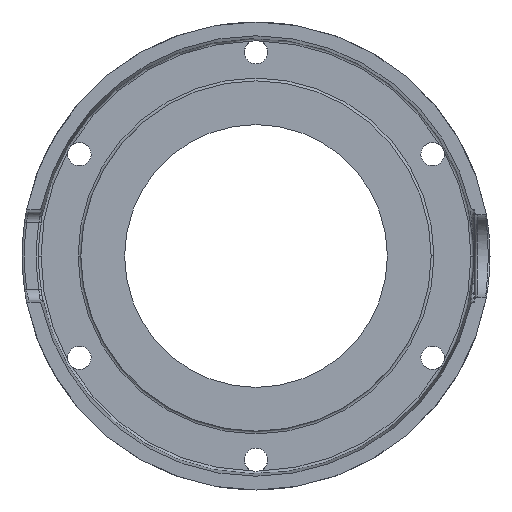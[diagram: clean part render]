
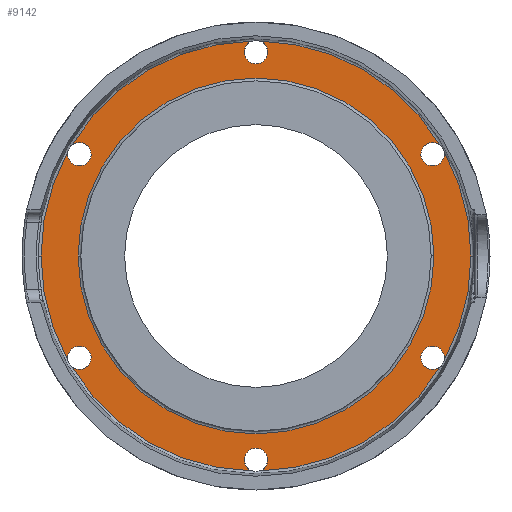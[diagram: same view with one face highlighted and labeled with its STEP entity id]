
A CAD part, left-side view. The second image highlights one B-rep face of the part: STEP entity #9142.
In plain terms, the highlighted planar face has unit normal (-1, 0, 0).
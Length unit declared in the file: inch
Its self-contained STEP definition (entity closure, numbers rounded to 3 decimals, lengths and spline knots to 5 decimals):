
#224=CARTESIAN_POINT('',(1.25,0.,0.));
#225=DIRECTION('',(1.,0.,0.));
#226=DIRECTION('',(0.,-1.,0.));
#227=AXIS2_PLACEMENT_3D('',#224,#225,#226);
#239=CARTESIAN_POINT('',(1.25,0.,0.));
#240=DIRECTION('',(1.,0.,0.));
#241=DIRECTION('',(0.,1.,0.));
#242=AXIS2_PLACEMENT_3D('',#239,#240,#241);
#244=CARTESIAN_POINT('',(1.25,4.03221,-2.328));
#245=DIRECTION('',(-1.,0.,0.));
#246=DIRECTION('',(0.,-1.,0.));
#247=AXIS2_PLACEMENT_3D('',#244,#245,#246);
#249=CARTESIAN_POINT('',(1.25,4.03221,-2.328));
#250=DIRECTION('',(-1.,0.,0.));
#251=DIRECTION('',(0.,1.,0.));
#252=AXIS2_PLACEMENT_3D('',#249,#250,#251);
#254=CARTESIAN_POINT('',(1.25,4.03221,2.328));
#255=DIRECTION('',(-1.,0.,0.));
#256=DIRECTION('',(0.,0.982,0.191));
#257=AXIS2_PLACEMENT_3D('',#254,#255,#256);
#259=CARTESIAN_POINT('',(1.25,4.03221,2.328));
#260=DIRECTION('',(-1.,0.,0.));
#261=DIRECTION('',(0.,1.,0.));
#262=AXIS2_PLACEMENT_3D('',#259,#260,#261);
#264=CARTESIAN_POINT('',(1.25,4.03221,2.328));
#265=DIRECTION('',(-1.,0.,0.));
#266=DIRECTION('',(0.,-1.,0.));
#267=AXIS2_PLACEMENT_3D('',#264,#265,#266);
#269=CARTESIAN_POINT('',(1.25,0.,4.656));
#270=DIRECTION('',(-1.,0.,0.));
#271=DIRECTION('',(0.,0.326,0.945));
#272=AXIS2_PLACEMENT_3D('',#269,#270,#271);
#274=CARTESIAN_POINT('',(1.25,0.,4.656));
#275=DIRECTION('',(-1.,0.,0.));
#276=DIRECTION('',(0.,1.,0.));
#277=AXIS2_PLACEMENT_3D('',#274,#275,#276);
#279=CARTESIAN_POINT('',(1.25,0.,4.656));
#280=DIRECTION('',(-1.,0.,0.));
#281=DIRECTION('',(0.,-1.,0.));
#282=AXIS2_PLACEMENT_3D('',#279,#280,#281);
#284=CARTESIAN_POINT('',(1.25,-4.03221,2.328));
#285=DIRECTION('',(-1.,0.,0.));
#286=DIRECTION('',(0.,-0.656,0.755));
#287=AXIS2_PLACEMENT_3D('',#284,#285,#286);
#289=CARTESIAN_POINT('',(1.25,-4.03221,2.328));
#290=DIRECTION('',(-1.,0.,0.));
#291=DIRECTION('',(0.,1.,0.));
#292=AXIS2_PLACEMENT_3D('',#289,#290,#291);
#294=CARTESIAN_POINT('',(1.25,-4.03221,2.328));
#295=DIRECTION('',(-1.,0.,0.));
#296=DIRECTION('',(0.,-1.,0.));
#297=AXIS2_PLACEMENT_3D('',#294,#295,#296);
#299=CARTESIAN_POINT('',(1.25,-4.03221,-2.328));
#300=DIRECTION('',(-1.,0.,0.));
#301=DIRECTION('',(0.,-0.982,-0.191));
#302=AXIS2_PLACEMENT_3D('',#299,#300,#301);
#304=CARTESIAN_POINT('',(1.25,-4.03221,-2.328));
#305=DIRECTION('',(-1.,0.,0.));
#306=DIRECTION('',(0.,-1.,0.));
#307=AXIS2_PLACEMENT_3D('',#304,#305,#306);
#309=CARTESIAN_POINT('',(1.25,-4.03221,-2.328));
#310=DIRECTION('',(-1.,0.,0.));
#311=DIRECTION('',(0.,1.,0.));
#312=AXIS2_PLACEMENT_3D('',#309,#310,#311);
#314=CARTESIAN_POINT('',(1.25,0.,-4.656));
#315=DIRECTION('',(-1.,0.,0.));
#316=DIRECTION('',(0.,-0.326,-0.945));
#317=AXIS2_PLACEMENT_3D('',#314,#315,#316);
#319=CARTESIAN_POINT('',(1.25,0.,-4.656));
#320=DIRECTION('',(-1.,0.,0.));
#321=DIRECTION('',(0.,-1.,0.));
#322=AXIS2_PLACEMENT_3D('',#319,#320,#321);
#324=CARTESIAN_POINT('',(1.25,0.,-4.656));
#325=DIRECTION('',(-1.,0.,0.));
#326=DIRECTION('',(0.,1.,0.));
#327=AXIS2_PLACEMENT_3D('',#324,#325,#326);
#329=CARTESIAN_POINT('',(1.25,4.03221,-2.328));
#330=DIRECTION('',(-1.,0.,0.));
#331=DIRECTION('',(0.,0.656,-0.755));
#332=AXIS2_PLACEMENT_3D('',#329,#330,#331);
#4874=CARTESIAN_POINT('',(1.25,0.,0.));
#4875=DIRECTION('',(1.,0.,0.));
#4876=DIRECTION('',(0.,0.018,-1.));
#4877=AXIS2_PLACEMENT_3D('',#4874,#4875,#4876);
#4888=CARTESIAN_POINT('',(1.25,0.,0.));
#4889=DIRECTION('',(1.,0.,0.));
#4890=DIRECTION('',(0.,-0.857,-0.515));
#4891=AXIS2_PLACEMENT_3D('',#4888,#4889,#4890);
#4903=CARTESIAN_POINT('',(1.25,0.,0.));
#4904=DIRECTION('',(1.,0.,0.));
#4905=DIRECTION('',(0.,-1.,0.));
#4906=AXIS2_PLACEMENT_3D('',#4903,#4904,#4905);
#4918=CARTESIAN_POINT('',(1.25,0.,0.));
#4919=DIRECTION('',(1.,0.,0.));
#4920=DIRECTION('',(0.,0.875,-0.485));
#4921=AXIS2_PLACEMENT_3D('',#4918,#4919,#4920);
#4948=CARTESIAN_POINT('',(1.25,0.,0.));
#4949=DIRECTION('',(1.,0.,0.));
#4950=DIRECTION('',(0.,-0.018,1.));
#4951=AXIS2_PLACEMENT_3D('',#4948,#4949,#4950);
#4962=CARTESIAN_POINT('',(1.25,0.,0.));
#4963=DIRECTION('',(1.,0.,0.));
#4964=DIRECTION('',(0.,0.857,0.515));
#4965=AXIS2_PLACEMENT_3D('',#4962,#4963,#4964);
#4977=CARTESIAN_POINT('',(1.25,0.,0.));
#4978=DIRECTION('',(1.,0.,0.));
#4979=DIRECTION('',(0.,1.,0.));
#4980=AXIS2_PLACEMENT_3D('',#4977,#4978,#4979);
#4992=CARTESIAN_POINT('',(1.25,0.,0.));
#4993=DIRECTION('',(1.,0.,0.));
#4994=DIRECTION('',(0.,-0.875,0.485));
#4995=AXIS2_PLACEMENT_3D('',#4992,#4993,#4994);
#8466=CARTESIAN_POINT('',(1.25,4.0625,0.));
#8467=CARTESIAN_POINT('',(1.25,-4.0625,0.));
#8468=VERTEX_POINT('',#8466);
#8469=VERTEX_POINT('',#8467);
#8489=CARTESIAN_POINT('',(1.25,4.90944,0.));
#8490=VERTEX_POINT('',#8489);
#8520=CARTESIAN_POINT('',(1.25,-4.90944,0.));
#8521=VERTEX_POINT('',#8520);
#8586=CARTESIAN_POINT('',(1.25,3.76496,2.328));
#8587=CARTESIAN_POINT('',(1.25,4.20749,2.52974));
#8588=VERTEX_POINT('',#8586);
#8589=VERTEX_POINT('',#8587);
#8590=CARTESIAN_POINT('',(1.25,4.29457,2.37893));
#8591=CARTESIAN_POINT('',(1.25,4.29946,2.328));
#8592=VERTEX_POINT('',#8590);
#8593=VERTEX_POINT('',#8591);
#8598=CARTESIAN_POINT('',(1.25,-0.26725,4.656));
#8599=CARTESIAN_POINT('',(1.25,-0.08707,4.90867));
#8600=VERTEX_POINT('',#8598);
#8601=VERTEX_POINT('',#8599);
#8602=CARTESIAN_POINT('',(1.25,0.08707,4.90867));
#8603=CARTESIAN_POINT('',(1.25,0.26725,4.656));
#8604=VERTEX_POINT('',#8602);
#8605=VERTEX_POINT('',#8603);
#8610=CARTESIAN_POINT('',(1.25,-4.29946,2.328));
#8611=CARTESIAN_POINT('',(1.25,-4.29457,2.37893));
#8612=VERTEX_POINT('',#8610);
#8613=VERTEX_POINT('',#8611);
#8614=CARTESIAN_POINT('',(1.25,-4.20749,2.52974));
#8615=CARTESIAN_POINT('',(1.25,-3.76496,2.328));
#8616=VERTEX_POINT('',#8614);
#8617=VERTEX_POINT('',#8615);
#8622=CARTESIAN_POINT('',(1.25,-4.29946,-2.328));
#8623=CARTESIAN_POINT('',(1.25,-3.76496,-2.328));
#8624=VERTEX_POINT('',#8622);
#8625=VERTEX_POINT('',#8623);
#8626=CARTESIAN_POINT('',(1.25,-4.20749,-2.52974));
#8627=VERTEX_POINT('',#8626);
#8628=CARTESIAN_POINT('',(1.25,-4.29457,-2.37893));
#8629=VERTEX_POINT('',#8628);
#8634=CARTESIAN_POINT('',(1.25,-0.26725,-4.656));
#8635=CARTESIAN_POINT('',(1.25,0.26725,-4.656));
#8636=VERTEX_POINT('',#8634);
#8637=VERTEX_POINT('',#8635);
#8638=CARTESIAN_POINT('',(1.25,0.08707,-4.90867));
#8639=VERTEX_POINT('',#8638);
#8640=CARTESIAN_POINT('',(1.25,-0.08707,-4.90867));
#8641=VERTEX_POINT('',#8640);
#8646=CARTESIAN_POINT('',(1.25,3.76496,-2.328));
#8647=CARTESIAN_POINT('',(1.25,4.29946,-2.328));
#8648=VERTEX_POINT('',#8646);
#8649=VERTEX_POINT('',#8647);
#8650=CARTESIAN_POINT('',(1.25,4.29457,-2.37893));
#8651=VERTEX_POINT('',#8650);
#8652=CARTESIAN_POINT('',(1.25,4.20749,-2.52974));
#8653=VERTEX_POINT('',#8652);
#9079=CARTESIAN_POINT('',(1.25,0.,0.));
#9080=DIRECTION('',(1.,0.,0.));
#9081=DIRECTION('',(0.,-1.,0.));
#9082=AXIS2_PLACEMENT_3D('',#9079,#9080,#9081);
#9083=PLANE('',#9082);
#9085=ORIENTED_EDGE('',*,*,#9084,.T.);
#9087=ORIENTED_EDGE('',*,*,#9086,.T.);
#9089=ORIENTED_EDGE('',*,*,#9088,.T.);
#9091=ORIENTED_EDGE('',*,*,#9090,.T.);
#9093=ORIENTED_EDGE('',*,*,#9092,.T.);
#9095=ORIENTED_EDGE('',*,*,#9094,.T.);
#9097=ORIENTED_EDGE('',*,*,#9096,.T.);
#9099=ORIENTED_EDGE('',*,*,#9098,.T.);
#9101=ORIENTED_EDGE('',*,*,#9100,.T.);
#9103=ORIENTED_EDGE('',*,*,#9102,.T.);
#9105=ORIENTED_EDGE('',*,*,#9104,.T.);
#9107=ORIENTED_EDGE('',*,*,#9106,.T.);
#9109=ORIENTED_EDGE('',*,*,#9108,.T.);
#9111=ORIENTED_EDGE('',*,*,#9110,.T.);
#9113=ORIENTED_EDGE('',*,*,#9112,.T.);
#9115=ORIENTED_EDGE('',*,*,#9114,.T.);
#9117=ORIENTED_EDGE('',*,*,#9116,.T.);
#9119=ORIENTED_EDGE('',*,*,#9118,.T.);
#9121=ORIENTED_EDGE('',*,*,#9120,.T.);
#9123=ORIENTED_EDGE('',*,*,#9122,.T.);
#9125=ORIENTED_EDGE('',*,*,#9124,.T.);
#9127=ORIENTED_EDGE('',*,*,#9126,.T.);
#9129=ORIENTED_EDGE('',*,*,#9128,.T.);
#9131=ORIENTED_EDGE('',*,*,#9130,.T.);
#9133=ORIENTED_EDGE('',*,*,#9132,.T.);
#9135=ORIENTED_EDGE('',*,*,#9134,.T.);
#9136=EDGE_LOOP('',(#9085,#9087,#9089,#9091,#9093,#9095,#9097,#9099,#9101,#9103,
#9105,#9107,#9109,#9111,#9113,#9115,#9117,#9119,#9121,#9123,#9125,#9127,#9129,
#9131,#9133,#9135));
#9137=FACE_OUTER_BOUND('',#9136,.F.);
#9138=ORIENTED_EDGE('',*,*,#9073,.F.);
#9139=ORIENTED_EDGE('',*,*,#9059,.F.);
#9140=EDGE_LOOP('',(#9138,#9139));
#9141=FACE_BOUND('',#9140,.F.);
#228=CIRCLE('',#227,4.0625);
#243=CIRCLE('',#242,4.0625);
#248=CIRCLE('',#247,0.26725);
#253=CIRCLE('',#252,0.26725);
#258=CIRCLE('',#257,0.26725);
#263=CIRCLE('',#262,0.26725);
#268=CIRCLE('',#267,0.26725);
#273=CIRCLE('',#272,0.26725);
#278=CIRCLE('',#277,0.26725);
#283=CIRCLE('',#282,0.26725);
#288=CIRCLE('',#287,0.26725);
#293=CIRCLE('',#292,0.26725);
#298=CIRCLE('',#297,0.26725);
#303=CIRCLE('',#302,0.26725);
#308=CIRCLE('',#307,0.26725);
#313=CIRCLE('',#312,0.26725);
#318=CIRCLE('',#317,0.26725);
#323=CIRCLE('',#322,0.26725);
#328=CIRCLE('',#327,0.26725);
#333=CIRCLE('',#332,0.26725);
#4878=CIRCLE('',#4877,4.90944);
#4892=CIRCLE('',#4891,4.90944);
#4907=CIRCLE('',#4906,4.90944);
#4922=CIRCLE('',#4921,4.90944);
#4952=CIRCLE('',#4951,4.90944);
#4966=CIRCLE('',#4965,4.90944);
#4981=CIRCLE('',#4980,4.90944);
#4996=CIRCLE('',#4995,4.90944);
#9059=EDGE_CURVE('',#8469,#8468,#228,.T.);
#9073=EDGE_CURVE('',#8468,#8469,#243,.T.);
#9084=EDGE_CURVE('',#8648,#8649,#248,.T.);
#9086=EDGE_CURVE('',#8649,#8651,#253,.T.);
#9088=EDGE_CURVE('',#8651,#8490,#4922,.T.);
#9090=EDGE_CURVE('',#8490,#8592,#4981,.T.);
#9092=EDGE_CURVE('',#8592,#8593,#258,.T.);
#9094=EDGE_CURVE('',#8593,#8588,#263,.T.);
#9096=EDGE_CURVE('',#8588,#8589,#268,.T.);
#9098=EDGE_CURVE('',#8589,#8604,#4966,.T.);
#9100=EDGE_CURVE('',#8604,#8605,#273,.T.);
#9102=EDGE_CURVE('',#8605,#8600,#278,.T.);
#9104=EDGE_CURVE('',#8600,#8601,#283,.T.);
#9106=EDGE_CURVE('',#8601,#8616,#4952,.T.);
#9108=EDGE_CURVE('',#8616,#8617,#288,.T.);
#9110=EDGE_CURVE('',#8617,#8612,#293,.T.);
#9112=EDGE_CURVE('',#8612,#8613,#298,.T.);
#9114=EDGE_CURVE('',#8613,#8521,#4996,.T.);
#9116=EDGE_CURVE('',#8521,#8629,#4907,.T.);
#9118=EDGE_CURVE('',#8629,#8624,#303,.T.);
#9120=EDGE_CURVE('',#8624,#8625,#308,.T.);
#9122=EDGE_CURVE('',#8625,#8627,#313,.T.);
#9124=EDGE_CURVE('',#8627,#8641,#4892,.T.);
#9126=EDGE_CURVE('',#8641,#8636,#318,.T.);
#9128=EDGE_CURVE('',#8636,#8637,#323,.T.);
#9130=EDGE_CURVE('',#8637,#8639,#328,.T.);
#9132=EDGE_CURVE('',#8639,#8653,#4878,.T.);
#9134=EDGE_CURVE('',#8653,#8648,#333,.T.);
#9142=ADVANCED_FACE('',(#9137,#9141),#9083,.F.);
